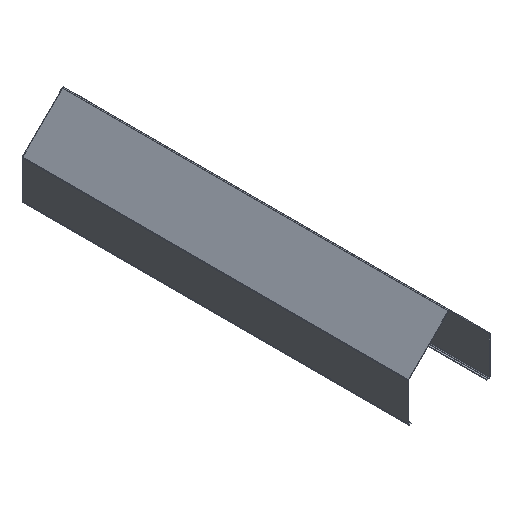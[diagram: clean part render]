
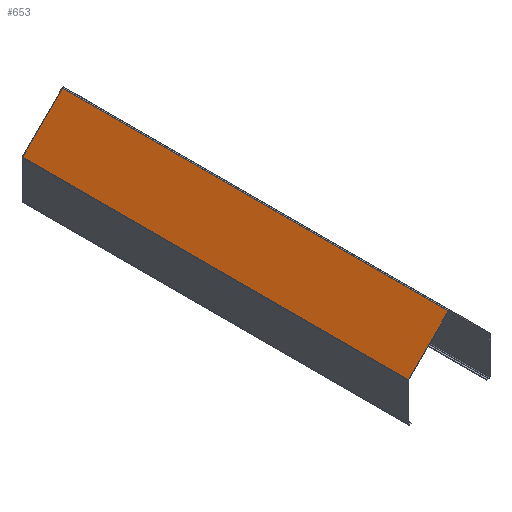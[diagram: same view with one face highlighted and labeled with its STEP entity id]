
A CAD part, isometric view. The second image highlights one B-rep face of the part: STEP entity #653.
In plain terms, the highlighted planar face has unit normal (-0.707, 0, 0.707).
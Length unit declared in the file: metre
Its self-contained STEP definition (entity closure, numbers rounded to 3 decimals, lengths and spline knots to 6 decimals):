
#78=ORIENTED_EDGE('',*,*,#251,.T.);
#79=ORIENTED_EDGE('',*,*,#256,.F.);
#80=ORIENTED_EDGE('',*,*,#247,.F.);
#81=ORIENTED_EDGE('',*,*,#257,.T.);
#247=EDGE_CURVE('',#334,#336,#387,.T.);
#251=EDGE_CURVE('',#340,#338,#391,.T.);
#256=EDGE_CURVE('',#336,#338,#396,.T.);
#257=EDGE_CURVE('',#334,#340,#397,.F.);
#334=VERTEX_POINT('',#1004);
#336=VERTEX_POINT('',#1007);
#338=VERTEX_POINT('',#1013);
#340=VERTEX_POINT('',#1016);
#387=LINE('',#1006,#459);
#391=LINE('',#1015,#463);
#396=LINE('',#1024,#468);
#397=LINE('',#1025,#469);
#459=VECTOR('',#796,1.);
#463=VECTOR('',#802,1.);
#468=VECTOR('',#811,1.);
#469=VECTOR('',#812,1.);
#525=EDGE_LOOP('',(#78,#79,#80,#81));
#571=FACE_BOUND('',#525,.T.);
#617=PLANE('',#712);
#653=ADVANCED_FACE('',(#571),#617,.F.);
#712=AXIS2_PLACEMENT_3D('',#1023,#809,#810);
#796=DIRECTION('',(0.707,0.,0.707));
#802=DIRECTION('',(0.707,0.,0.707));
#809=DIRECTION('',(0.707,0.,-0.707));
#810=DIRECTION('',(-0.707,0.,-0.707));
#811=DIRECTION('',(0.,-1.,0.));
#812=DIRECTION('',(0.,1.,0.));
#1004=CARTESIAN_POINT('',(-0.105187,0.,-0.105187));
#1006=CARTESIAN_POINT('',(-0.062452,0.,-0.062452));
#1007=CARTESIAN_POINT('',(-0.002121,0.,-0.002121));
#1013=CARTESIAN_POINT('',(-0.002121,-1.,-0.002121));
#1015=CARTESIAN_POINT('',(-0.062452,-1.,-0.062452));
#1016=CARTESIAN_POINT('',(-0.105187,-1.,-0.105187));
#1023=CARTESIAN_POINT('',(-0.062452,0.,-0.062452));
#1024=CARTESIAN_POINT('',(-0.002121,0.,-0.002121));
#1025=CARTESIAN_POINT('',(-0.105187,0.,-0.105187));
